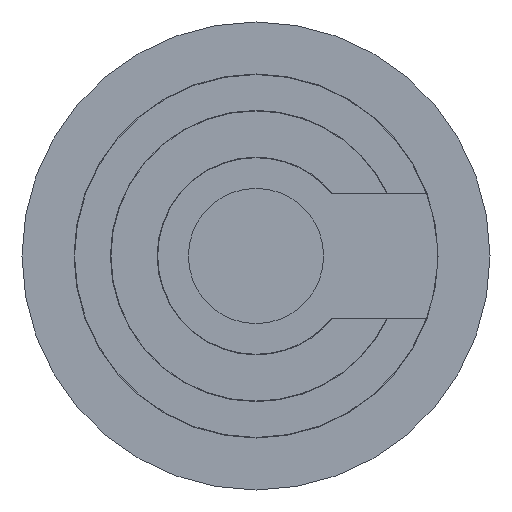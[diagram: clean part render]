
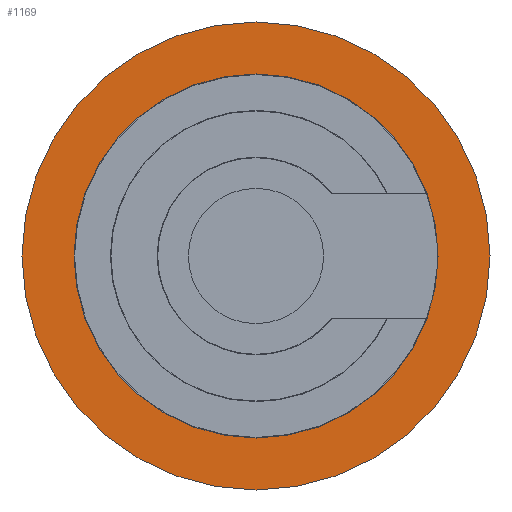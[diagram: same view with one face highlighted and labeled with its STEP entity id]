
A CAD part, left-side view. The second image highlights one B-rep face of the part: STEP entity #1169.
In plain terms, the highlighted planar face has unit normal (-1, 0, 0).
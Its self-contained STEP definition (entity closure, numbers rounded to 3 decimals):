
#6 = VERTEX_POINT ( 'NONE', #1235 ) ;
#135 = AXIS2_PLACEMENT_3D ( 'NONE', #993, #1277, #155 ) ;
#155 = DIRECTION ( 'NONE',  ( 0., 0., 1. ) ) ;
#156 = ORIENTED_EDGE ( 'NONE', *, *, #535, .F. ) ;
#173 = CARTESIAN_POINT ( 'NONE',  ( -14.8, 0., -2.25 ) ) ;
#364 = EDGE_LOOP ( 'NONE', ( #921, #156 ) ) ;
#470 = CIRCLE ( 'NONE', #1268, 2.25 ) ;
#526 = EDGE_CURVE ( 'NONE', #1812, #6, #470, .T. ) ;
#532 = CIRCLE ( 'NONE', #1114, 2.25 ) ;
#535 = EDGE_CURVE ( 'NONE', #6, #1812, #532, .T. ) ;
#826 = CARTESIAN_POINT ( 'NONE',  ( -14.8, 0., 0. ) ) ;
#921 = ORIENTED_EDGE ( 'NONE', *, *, #526, .F. ) ;
#958 = CARTESIAN_POINT ( 'NONE',  ( -14.8, 0., 0. ) ) ;
#993 = CARTESIAN_POINT ( 'NONE',  ( -14.8, 2.25, 0. ) ) ;
#999 = PLANE ( 'NONE',  #135 ) ;
#1114 = AXIS2_PLACEMENT_3D ( 'NONE', #958, #1803, #1659 ) ;
#1169 = ADVANCED_FACE ( 'NONE', ( #1475 ), #999, .T. ) ;
#1235 = CARTESIAN_POINT ( 'NONE',  ( -14.8, 0., 2.25 ) ) ;
#1268 = AXIS2_PLACEMENT_3D ( 'NONE', #826, #1577, #1710 ) ;
#1277 = DIRECTION ( 'NONE',  ( -1., 0., 0. ) ) ;
#1475 = FACE_OUTER_BOUND ( 'NONE', #364, .T. ) ;
#1577 = DIRECTION ( 'NONE',  ( 1., 0., 0. ) ) ;
#1659 = DIRECTION ( 'NONE',  ( 0., 0., -1. ) ) ;
#1710 = DIRECTION ( 'NONE',  ( 0., 0., -1. ) ) ;
#1803 = DIRECTION ( 'NONE',  ( 1., 0., 0. ) ) ;
#1812 = VERTEX_POINT ( 'NONE', #173 ) ;
